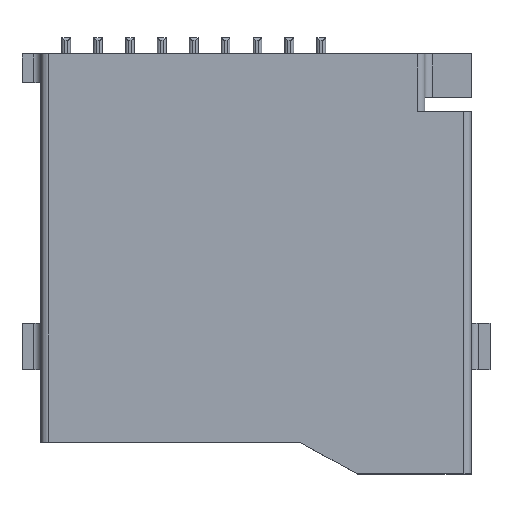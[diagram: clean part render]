
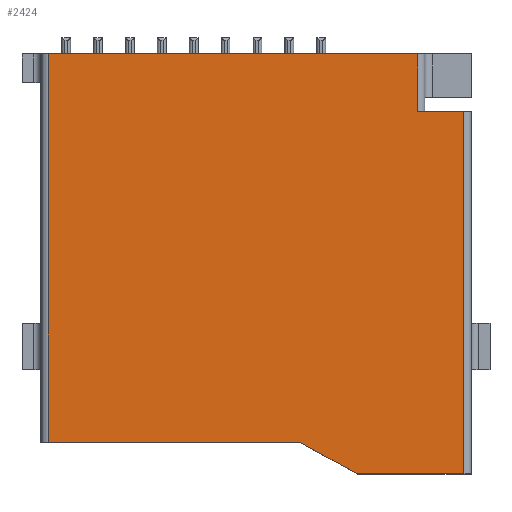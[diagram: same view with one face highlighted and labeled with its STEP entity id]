
A CAD part, top view. The second image highlights one B-rep face of the part: STEP entity #2424.
In plain terms, the highlighted planar face has unit normal (0, 0, 1).
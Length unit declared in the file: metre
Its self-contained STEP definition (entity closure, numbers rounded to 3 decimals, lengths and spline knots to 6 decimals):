
#399=ORIENTED_EDGE('',*,*,#1071,.T.);
#400=ORIENTED_EDGE('',*,*,#1078,.T.);
#401=ORIENTED_EDGE('',*,*,#1011,.T.);
#402=ORIENTED_EDGE('',*,*,#1079,.T.);
#403=ORIENTED_EDGE('',*,*,#929,.T.);
#404=ORIENTED_EDGE('',*,*,#1065,.T.);
#405=ORIENTED_EDGE('',*,*,#943,.F.);
#406=ORIENTED_EDGE('',*,*,#1080,.T.);
#929=EDGE_CURVE('',#1283,#1284,#1513,.T.);
#943=EDGE_CURVE('',#1296,#1297,#1525,.T.);
#1011=EDGE_CURVE('',#1359,#1358,#1588,.T.);
#1065=EDGE_CURVE('',#1284,#1297,#1621,.T.);
#1071=EDGE_CURVE('',#1405,#1406,#1627,.T.);
#1078=EDGE_CURVE('',#1406,#1359,#1632,.F.);
#1079=EDGE_CURVE('',#1358,#1283,#1633,.T.);
#1080=EDGE_CURVE('',#1296,#1405,#1634,.F.);
#1283=VERTEX_POINT('',#3936);
#1284=VERTEX_POINT('',#3937);
#1296=VERTEX_POINT('',#3964);
#1297=VERTEX_POINT('',#3966);
#1358=VERTEX_POINT('',#4097);
#1359=VERTEX_POINT('',#4099);
#1405=VERTEX_POINT('',#4208);
#1406=VERTEX_POINT('',#4209);
#1513=LINE('',#3935,#1785);
#1525=LINE('',#3965,#1797);
#1588=LINE('',#4098,#1860);
#1621=LINE('',#4196,#1893);
#1627=LINE('',#4207,#1899);
#1632=LINE('',#4220,#1904);
#1633=LINE('',#4221,#1905);
#1634=LINE('',#4222,#1906);
#1785=VECTOR('',#3235,1.);
#1797=VECTOR('',#3255,1.);
#1860=VECTOR('',#3334,1.);
#1893=VECTOR('',#3411,1.);
#1899=VECTOR('',#3421,1.);
#1904=VECTOR('',#3434,1.);
#1905=VECTOR('',#3435,1.);
#1906=VECTOR('',#3436,1.);
#2069=EDGE_LOOP('',(#399,#400,#401,#402,#403,#404,#405,#406));
#2207=FACE_BOUND('',#2069,.T.);
#2343=PLANE('',#3057);
#2424=ADVANCED_FACE('',(#2207),#2343,.T.);
#3057=AXIS2_PLACEMENT_3D('',#4219,#3432,#3433);
#3235=DIRECTION('',(1.,0.,0.));
#3255=DIRECTION('',(-1.,0.,0.));
#3334=DIRECTION('',(-1.,0.,0.));
#3411=DIRECTION('',(0.876,-0.482,0.));
#3421=DIRECTION('',(-1.,0.,0.));
#3432=DIRECTION('',(0.,0.,1.));
#3433=DIRECTION('',(1.,0.,0.));
#3434=DIRECTION('',(0.,-1.,0.));
#3435=DIRECTION('',(0.,-1.,0.));
#3436=DIRECTION('',(0.,-1.,0.));
#3935=CARTESIAN_POINT('',(-0.002963,-0.00615,0.002));
#3936=CARTESIAN_POINT('',(-0.007175,-0.00615,0.002));
#3937=CARTESIAN_POINT('',(0.0015,-0.00615,0.002));
#3964=CARTESIAN_POINT('',(0.007175,-0.00725,0.002));
#3965=CARTESIAN_POINT('',(0.005463,-0.00725,0.002));
#3966=CARTESIAN_POINT('',(0.0035,-0.00725,0.002));
#4097=CARTESIAN_POINT('',(-0.007175,0.00725,0.002));
#4098=CARTESIAN_POINT('',(-0.00655,0.00725,0.002));
#4099=CARTESIAN_POINT('',(0.005575,0.00725,0.002));
#4196=CARTESIAN_POINT('',(0.0025,-0.0067,0.002));
#4207=CARTESIAN_POINT('',(0.006625,0.00525,0.002));
#4208=CARTESIAN_POINT('',(0.007175,0.00525,0.002));
#4209=CARTESIAN_POINT('',(0.005575,0.00525,0.002));
#4219=CARTESIAN_POINT('',(0.,0.000275,0.002));
#4220=CARTESIAN_POINT('',(0.005575,0.000275,0.002));
#4221=CARTESIAN_POINT('',(-0.007175,-0.00615,0.002));
#4222=CARTESIAN_POINT('',(0.007175,0.000275,0.002));
